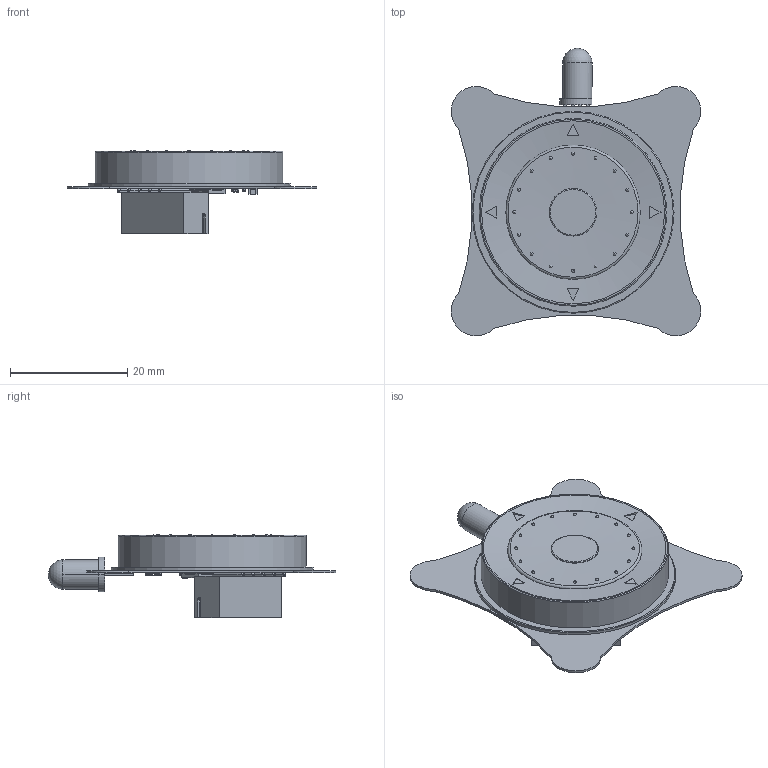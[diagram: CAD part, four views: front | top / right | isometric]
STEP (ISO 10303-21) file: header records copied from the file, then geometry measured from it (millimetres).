
FILE_DESCRIPTION(('Open CASCADE Model'),'2;1');
FILE_NAME('Open CASCADE Shape Model','2019-04-30T16:17:22',('Author'),( 'Open CASCADE'),'Open CASCADE STEP processor 6.8','Open CASCADE 6.8' ,'Unknown');
FILE_SCHEMA(('AUTOMOTIVE_DESIGN { 1 0 10303 214 1 1 1 1 }'));
Length unit declared in the file: millimetre
Products named in the file (49): PCB; Board; Open CASCADE STEP translator 6.8 1.1.1; D1; User_Library-LED_RGB; R9; User_Library-R_0402; R8; SW1; part1; U1; User_Library-QFN20_4x4x0_8; R7; R6; R5; R4; R3; R2; R1; L1; User_Library-V0402HD; User_Library-V0402HD_K_X_F6rper_1; User_Library-V0402HD_Anschl_X_FCsse_1; CON1; User_Library-JST-XH-2_5mm-5; C4; User_Library-Capacitor_0402; C3; C2; C1; User_Library-CAPC1608X09
Assembly tree (58 placements, depth 4):
  PCB
    Board
      Open CASCADE STEP translator 6.8 1.1.1
    D1
      User_Library-LED_RGB
    R9
      User_Library-R_0402
    R8
      User_Library-R_0402
    SW1
      part1
      part1
      part1
      part1
      part1
      part1
      part1
      part1
      part1
      part1
      part1
      part1
      part1
      part1
      part1
      part1
      part1
      part1
      part1
    U1
      User_Library-QFN20_4x4x0_8
    R7
      User_Library-R_0402
    R6
      User_Library-R_0402
    R5
      User_Library-R_0402
    R4
      User_Library-R_0402
    R3
      User_Library-R_0402
    R2
      User_Library-R_0402
    R1
      User_Library-R_0402
    L1
      User_Library-V0402HD
        User_Library-V0402HD_K_X_F6rper_1
        User_Library-V0402HD_Anschl_X_FCsse_1
    CON1
      User_Library-JST-XH-2_5mm-5
    C4
      User_Library-Capacitor_0402
    C3
      User_Library-Capacitor_0402
    C2
      User_Library-Capacitor_0402
    C1
      User_Library-CAPC1608X09
Bounding box: 42.45 x 48.98 x 14.16 mm (x, y, z)
Volume: 5735.3 mm3; surface area: 7730 mm2
Topology: 67 solids, 70 shells, 1483 faces, 3609 edges, 2246 vertices
Faces by surface type: plane 903, bspline 316, cylinder 193, sphere 65, torus 4, cone 2
Full cylindrical faces by diameter (mm): 8.1 x2, 22.9 x2, 32 x1, 34.4 x1
Entity records: 23154 total; most frequent: CARTESIAN_POINT 5644, ORIENTED_EDGE 2792, DIRECTION 2710, EDGE_CURVE 1396, LINE 980, VECTOR 980, VERTEX_POINT 886, AXIS2_PLACEMENT_3D 865
